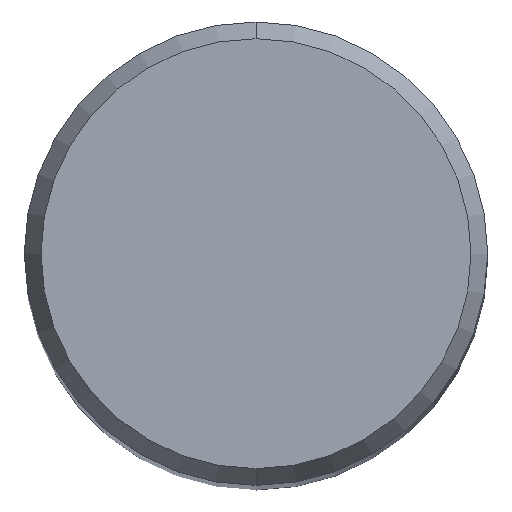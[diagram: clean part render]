
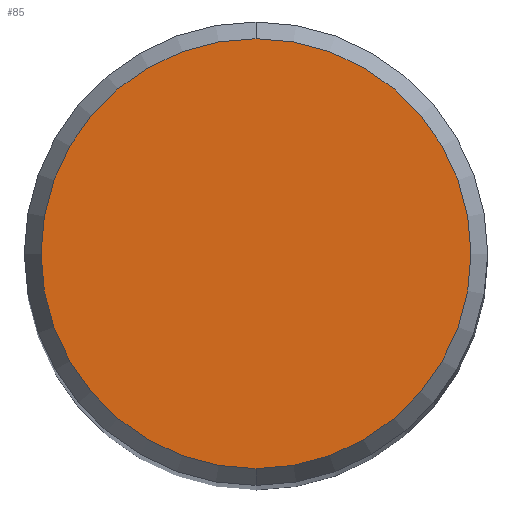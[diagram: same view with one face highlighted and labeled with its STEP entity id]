
A CAD part, top view. The second image highlights one B-rep face of the part: STEP entity #85.
In plain terms, the highlighted planar face has unit normal (0, 0, 1).
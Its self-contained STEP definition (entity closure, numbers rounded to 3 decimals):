
#85=ADVANCED_FACE('',(#216),#217,.T.);
#95=VERTEX_POINT('',#229);
#105=EDGE_CURVE('',#129,#95,#241,.T.);
#129=VERTEX_POINT('',#266);
#191=EDGE_CURVE('',#95,#129,#337,.T.);
#216=FACE_OUTER_BOUND('',#354,.T.);
#217=PLANE('',#355);
#229=CARTESIAN_POINT('',(0.0,5.892,0.));
#241=CIRCLE('',#382,5.892);
#266=CARTESIAN_POINT('',(0.,-5.892,0.));
#337=CIRCLE('',#508,5.892);
#354=EDGE_LOOP('',(#522,#523));
#355=AXIS2_PLACEMENT_3D('',#524,#525,#526);
#382=AXIS2_PLACEMENT_3D('',#564,#565,#566);
#508=AXIS2_PLACEMENT_3D('',#676,#677,#678);
#522=ORIENTED_EDGE('',*,*,#191,.F.);
#523=ORIENTED_EDGE('',*,*,#105,.F.);
#524=CARTESIAN_POINT('',(0.0,2.946,0.));
#525=DIRECTION('',(-0.0,0.0,1.0));
#526=DIRECTION('',(0.0,-1.0,0.0));
#564=CARTESIAN_POINT('',(0.0,0.0,0.));
#565=DIRECTION('',(0.0,0.0,-1.0));
#566=DIRECTION('',(0.0,1.0,0.0));
#676=CARTESIAN_POINT('',(0.0,0.0,0.));
#677=DIRECTION('',(0.0,0.0,-1.0));
#678=DIRECTION('',(0.0,1.0,0.0));
